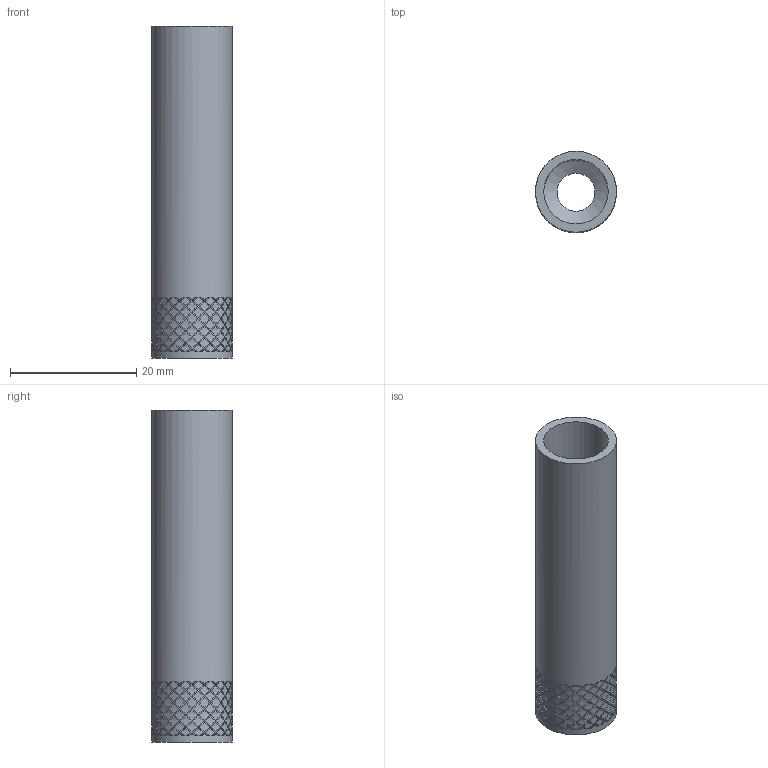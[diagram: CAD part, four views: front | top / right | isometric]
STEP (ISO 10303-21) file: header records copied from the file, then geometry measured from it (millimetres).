
FILE_DESCRIPTION(/* description */ (''),/* implementation_level */ '2;1');
FILE_NAME(/* name */ 'DLSM1F.stp',/* time_stamp */ '2014-11-27T15:15:29+01:00',/* author */ ('sh'),/* organization */ (''),/* preprocessor_version */ 'ST-DEVELOPER v15.2',/* originating_system */ 'Autodesk Inventor 2014',/* authorisation */ '');
FILE_SCHEMA (('AUTOMOTIVE_DESIGN { 1 0 10303 214 3 1 1 }'));
Length unit declared in the file: millimetre
Products named in the file (1): DLSM1F
Bounding box: 12.8 x 12.8 x 52.5 mm (x, y, z)
Volume: 2515.4 mm3; surface area: 4050.9 mm2
Topology: 1 solids, 1 shells, 1028 faces, 2657 edges, 1767 vertices
Faces by surface type: plane 882, cylinder 145, cone 1
Full cylindrical faces by diameter (mm): 6 x1, 10.188 x1, 12.6 x1, 12.8 x2
Entity records: 32377 total; most frequent: DIRECTION 6470, CARTESIAN_POINT 5441, ORIENTED_EDGE 5292, AXIS2_PLACEMENT_3D 2795, EDGE_CURVE 2646, VERTEX_POINT 1766, ELLIPSE 1600, EDGE_LOOP 1176
